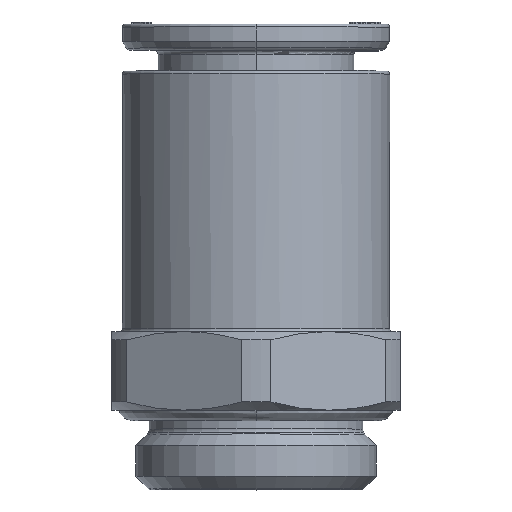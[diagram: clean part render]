
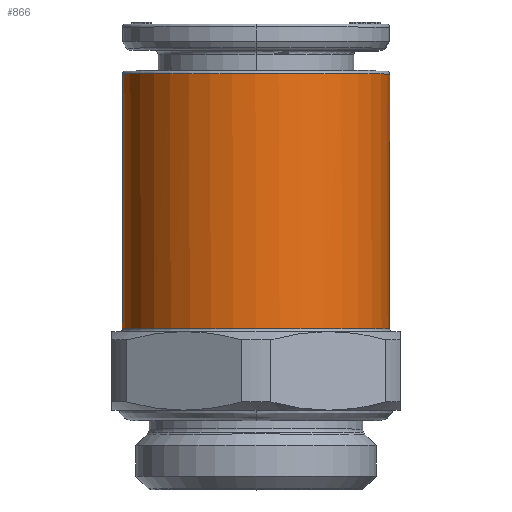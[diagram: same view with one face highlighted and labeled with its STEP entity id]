
A CAD part, top view. The second image highlights one B-rep face of the part: STEP entity #866.
In plain terms, the highlighted cylindrical face has radius 9.25 mm (diameter 18.5 mm), a partial arc.
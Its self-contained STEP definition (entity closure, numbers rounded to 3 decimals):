
#866=ADVANCED_FACE('',(#2260),#2261,.T.);
#2260=FACE_OUTER_BOUND('',#7234,.T.);
#2261=CYLINDRICAL_SURFACE('',#7235,9.25);
#7234=EDGE_LOOP('',(#12360,#12361,#12362,#12363,#12364,#12365));
#7235=AXIS2_PLACEMENT_3D('',#12366,#12367,#12368);
#12360=ORIENTED_EDGE('',*,*,#14098,.F.);
#12361=ORIENTED_EDGE('',*,*,#14265,.F.);
#12362=ORIENTED_EDGE('',*,*,#14003,.F.);
#12363=ORIENTED_EDGE('',*,*,#14097,.T.);
#12364=ORIENTED_EDGE('',*,*,#14005,.F.);
#12365=ORIENTED_EDGE('',*,*,#14264,.F.);
#12366=CARTESIAN_POINT('',(0.0,24.675,0.0));
#12367=DIRECTION('',(0.0,1.0,-0.0));
#12368=DIRECTION('',(-1.0,0.0,0.0));
#14003=EDGE_CURVE('',#16614,#16610,#16616,.T.);
#14005=EDGE_CURVE('',#16617,#16620,#16621,.T.);
#14097=EDGE_CURVE('',#16614,#16620,#16776,.T.);
#14098=EDGE_CURVE('',#16670,#16660,#16777,.T.);
#14264=EDGE_CURVE('',#16660,#16617,#17031,.T.);
#14265=EDGE_CURVE('',#16610,#16670,#17032,.T.);
#16610=VERTEX_POINT('',#22294);
#16614=VERTEX_POINT('',#22298);
#16616=CIRCLE('',#22300,9.25);
#16617=VERTEX_POINT('',#22301);
#16620=VERTEX_POINT('',#22304);
#16621=CIRCLE('',#22305,9.25);
#16660=VERTEX_POINT('',#22348);
#16670=VERTEX_POINT('',#22358);
#16776=LINE('',#22620,#22621);
#16777=LINE('',#22622,#22623);
#17031=CIRCLE('',#23025,9.25);
#17032=CIRCLE('',#23026,9.25);
#22294=CARTESIAN_POINT('',(-9.25,5.65,0.069));
#22298=CARTESIAN_POINT('',(9.25,5.65,0.0));
#22300=AXIS2_PLACEMENT_3D('',#25301,#25302,#25303);
#22301=CARTESIAN_POINT('',(9.25,23.3,0.093));
#22304=CARTESIAN_POINT('',(9.25,23.3,0.0));
#22305=AXIS2_PLACEMENT_3D('',#25307,#25308,#25309);
#22348=CARTESIAN_POINT('',(-9.25,23.3,0.0));
#22358=CARTESIAN_POINT('',(-9.25,5.65,0.0));
#22620=CARTESIAN_POINT('',(9.25,5.65,0.));
#22621=VECTOR('',#25479,17.65);
#22622=CARTESIAN_POINT('',(-9.25,5.65,0.));
#22623=VECTOR('',#25480,17.65);
#23025=AXIS2_PLACEMENT_3D('',#25800,#25801,#25802);
#23026=AXIS2_PLACEMENT_3D('',#25803,#25804,#25805);
#25301=CARTESIAN_POINT('',(0.0,5.65,0.0));
#25302=DIRECTION('',(0.0,-1.0,0.0));
#25303=DIRECTION('',(1.0,0.0,0.0));
#25307=CARTESIAN_POINT('',(0.0,23.3,0.0));
#25308=DIRECTION('',(0.0,1.0,0.0));
#25309=DIRECTION('',(-1.0,0.0,0.0));
#25479=DIRECTION('',(0.0,1.0,0.));
#25480=DIRECTION('',(0.0,1.0,0.));
#25800=CARTESIAN_POINT('',(0.0,23.3,0.0));
#25801=DIRECTION('',(0.0,1.0,0.0));
#25802=DIRECTION('',(-1.0,0.0,0.0));
#25803=CARTESIAN_POINT('',(0.0,5.65,0.0));
#25804=DIRECTION('',(0.0,-1.0,0.0));
#25805=DIRECTION('',(1.0,0.0,0.0));
